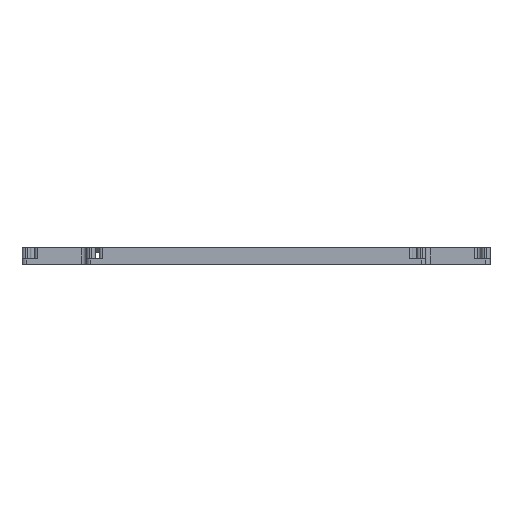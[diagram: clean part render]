
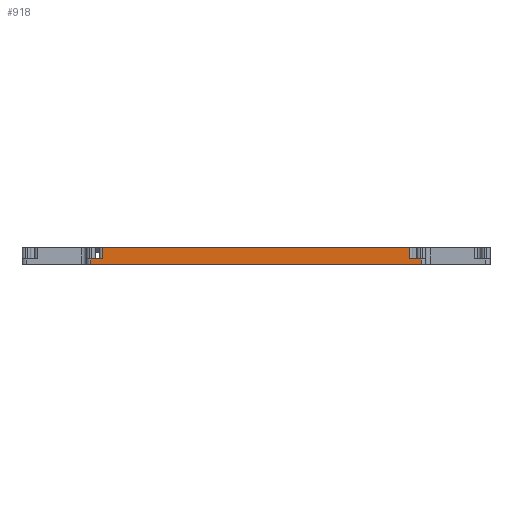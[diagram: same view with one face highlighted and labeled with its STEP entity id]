
A CAD part, front view. The second image highlights one B-rep face of the part: STEP entity #918.
In plain terms, the highlighted planar face has unit normal (0, -1, 0).
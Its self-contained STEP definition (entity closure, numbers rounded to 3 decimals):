
#847=CARTESIAN_POINT('',(10.688,18.05,7.));
#848=DIRECTION('',(0.,-1.,0.));
#849=DIRECTION('',(0.,0.,-1.));
#850=AXIS2_PLACEMENT_3D('',#847,#848,#849);
#851=PLANE('',#850);
#852=CARTESIAN_POINT('',(-20.281,18.05,3.));
#853=VERTEX_POINT('',#852);
#854=CARTESIAN_POINT('',(-20.281,18.05,9.25));
#855=VERTEX_POINT('',#854);
#856=CARTESIAN_POINT('',(-20.281,18.05,3.));
#857=DIRECTION('',(0.,0.,1.));
#858=VECTOR('',#857,6.25);
#859=LINE('',#856,#858);
#860=EDGE_CURVE('',#853,#855,#859,.T.);
#861=ORIENTED_EDGE('',*,*,#860,.F.);
#862=CARTESIAN_POINT('',(-26.781,18.05,3.));
#863=VERTEX_POINT('',#862);
#864=CARTESIAN_POINT('',(-20.281,18.05,3.));
#865=DIRECTION('',(-1.,0.,0.));
#866=VECTOR('',#865,6.5);
#867=LINE('',#864,#866);
#868=EDGE_CURVE('',#853,#863,#867,.T.);
#869=ORIENTED_EDGE('',*,*,#868,.T.);
#870=CARTESIAN_POINT('',(-26.781,18.05,-0.));
#871=VERTEX_POINT('',#870);
#872=CARTESIAN_POINT('',(-26.781,18.05,3.));
#873=DIRECTION('',(0.,0.,-1.));
#874=VECTOR('',#873,3.);
#875=LINE('',#872,#874);
#876=EDGE_CURVE('',#863,#871,#875,.T.);
#877=ORIENTED_EDGE('',*,*,#876,.T.);
#878=CARTESIAN_POINT('',(156.431,18.05,-0.));
#879=VERTEX_POINT('',#878);
#880=CARTESIAN_POINT('',(156.431,18.05,-0.));
#881=DIRECTION('',(-1.,0.,0.));
#882=VECTOR('',#881,183.213);
#883=LINE('',#880,#882);
#884=EDGE_CURVE('',#879,#871,#883,.T.);
#885=ORIENTED_EDGE('',*,*,#884,.F.);
#886=CARTESIAN_POINT('',(156.431,18.05,3.));
#887=VERTEX_POINT('',#886);
#888=CARTESIAN_POINT('',(156.431,18.05,3.));
#889=DIRECTION('',(0.,0.,-1.));
#890=VECTOR('',#889,3.);
#891=LINE('',#888,#890);
#892=EDGE_CURVE('',#887,#879,#891,.T.);
#893=ORIENTED_EDGE('',*,*,#892,.F.);
#894=CARTESIAN_POINT('',(149.931,18.05,3.));
#895=VERTEX_POINT('',#894);
#896=CARTESIAN_POINT('',(149.931,18.05,3.));
#897=DIRECTION('',(1.,0.,-0.));
#898=VECTOR('',#897,6.5);
#899=LINE('',#896,#898);
#900=EDGE_CURVE('',#895,#887,#899,.T.);
#901=ORIENTED_EDGE('',*,*,#900,.F.);
#902=CARTESIAN_POINT('',(149.931,18.05,9.25));
#903=VERTEX_POINT('',#902);
#904=CARTESIAN_POINT('',(149.931,18.05,3.));
#905=DIRECTION('',(0.,0.,1.));
#906=VECTOR('',#905,6.25);
#907=LINE('',#904,#906);
#908=EDGE_CURVE('',#895,#903,#907,.T.);
#909=ORIENTED_EDGE('',*,*,#908,.T.);
#910=CARTESIAN_POINT('',(149.931,18.05,9.25));
#911=DIRECTION('',(-1.,0.,0.));
#912=VECTOR('',#911,170.213);
#913=LINE('',#910,#912);
#914=EDGE_CURVE('',#903,#855,#913,.T.);
#915=ORIENTED_EDGE('',*,*,#914,.T.);
#916=EDGE_LOOP('',(#861,#869,#877,#885,#893,#901,#909,#915));
#917=FACE_BOUND('',#916,.T.);
#918=ADVANCED_FACE('',(#917),#851,.T.);
